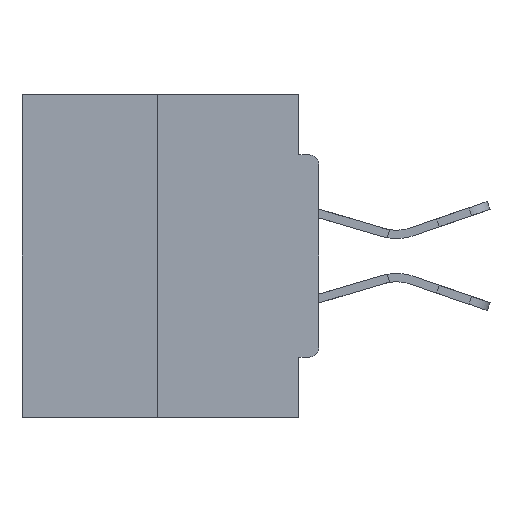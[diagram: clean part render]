
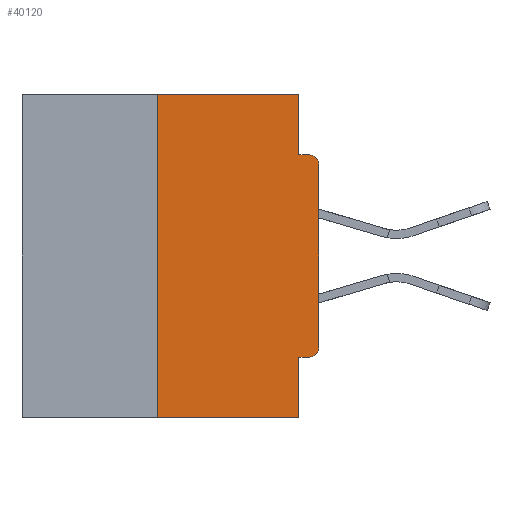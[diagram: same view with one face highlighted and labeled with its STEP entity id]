
A CAD part, left-side view. The second image highlights one B-rep face of the part: STEP entity #40120.
In plain terms, the highlighted planar face has unit normal (-1, 0, 0).
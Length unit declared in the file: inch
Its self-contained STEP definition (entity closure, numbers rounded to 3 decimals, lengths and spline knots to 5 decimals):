
#230 = VECTOR ( 'NONE', #37382, 39.37008 ) ;
#539 = VERTEX_POINT ( 'NONE', #13513 ) ;
#722 = EDGE_CURVE ( 'NONE', #28893, #26314, #35513, .T. ) ;
#1055 = CARTESIAN_POINT ( 'NONE',  ( 0., 0., 0. ) ) ;
#1392 = DIRECTION ( 'NONE',  ( 0., 0., -1. ) ) ;
#1615 = CIRCLE ( 'NONE', #5790, 0.015 ) ;
#1910 = VERTEX_POINT ( 'NONE', #34593 ) ;
#2469 = VERTEX_POINT ( 'NONE', #35176 ) ;
#2799 = CARTESIAN_POINT ( 'NONE',  ( 0., 0.25, 0. ) ) ;
#4393 = EDGE_CURVE ( 'NONE', #1910, #40426, #23951, .T. ) ;
#4715 = CARTESIAN_POINT ( 'NONE',  ( 0., 0.031, -0.5 ) ) ;
#5275 = EDGE_CURVE ( 'NONE', #2469, #9528, #26821, .T. ) ;
#5790 = AXIS2_PLACEMENT_3D ( 'NONE', #11583, #17838, #1392 ) ;
#7190 = CARTESIAN_POINT ( 'NONE',  ( 0., 0.015, -0.4065 ) ) ;
#8180 = EDGE_LOOP ( 'NONE', ( #13102, #21561, #34165, #17283, #20021, #18624, #10807, #26946, #22217, #38833 ) ) ;
#9057 = DIRECTION ( 'NONE',  ( 0., 0., -1. ) ) ;
#9285 = FACE_OUTER_BOUND ( 'NONE', #8180, .T. ) ;
#9471 = VECTOR ( 'NONE', #16551, 39.37008 ) ;
#9528 = VERTEX_POINT ( 'NONE', #41867 ) ;
#9825 = CARTESIAN_POINT ( 'NONE',  ( 0., 0.015, -0.0935 ) ) ;
#10701 = EDGE_CURVE ( 'NONE', #15380, #23067, #33498, .T. ) ;
#10807 = ORIENTED_EDGE ( 'NONE', *, *, #10701, .T. ) ;
#10967 = DIRECTION ( 'NONE',  ( -1., 0., 0. ) ) ;
#11092 = EDGE_CURVE ( 'NONE', #23067, #26314, #12329, .T. ) ;
#11583 = CARTESIAN_POINT ( 'NONE',  ( 0., 0.015, -0.3915 ) ) ;
#12329 = CIRCLE ( 'NONE', #21261, 0.015 ) ;
#13102 = ORIENTED_EDGE ( 'NONE', *, *, #5275, .F. ) ;
#13513 = CARTESIAN_POINT ( 'NONE',  ( 0., 0.25, -0.5 ) ) ;
#15380 = VERTEX_POINT ( 'NONE', #29129 ) ;
#16200 = CARTESIAN_POINT ( 'NONE',  ( 0., 0.46, 0. ) ) ;
#16514 = DIRECTION ( 'NONE',  ( 0., 1., 0. ) ) ;
#16551 = DIRECTION ( 'NONE',  ( 0., 0., -1. ) ) ;
#16983 = VERTEX_POINT ( 'NONE', #7190 ) ;
#17283 = ORIENTED_EDGE ( 'NONE', *, *, #4393, .F. ) ;
#17838 = DIRECTION ( 'NONE',  ( -1., 0., 0. ) ) ;
#18624 = ORIENTED_EDGE ( 'NONE', *, *, #32078, .T. ) ;
#19224 = LINE ( 'NONE', #2799, #21095 ) ;
#20021 = ORIENTED_EDGE ( 'NONE', *, *, #23346, .F. ) ;
#20124 = VECTOR ( 'NONE', #42198, 39.37008 ) ;
#20160 = CARTESIAN_POINT ( 'NONE',  ( 0., 0., -0.4065 ) ) ;
#21088 = VECTOR ( 'NONE', #23080, 39.37008 ) ;
#21095 = VECTOR ( 'NONE', #41910, 39.37008 ) ;
#21261 = AXIS2_PLACEMENT_3D ( 'NONE', #30404, #10967, #27790 ) ;
#21561 = ORIENTED_EDGE ( 'NONE', *, *, #36609, .F. ) ;
#22096 = CARTESIAN_POINT ( 'NONE',  ( 0., 0., -0.0935 ) ) ;
#22217 = ORIENTED_EDGE ( 'NONE', *, *, #722, .F. ) ;
#23018 = LINE ( 'NONE', #36209, #9471 ) ;
#23067 = VERTEX_POINT ( 'NONE', #27766 ) ;
#23080 = DIRECTION ( 'NONE',  ( 0., 0., -1. ) ) ;
#23346 = EDGE_CURVE ( 'NONE', #16983, #1910, #37225, .T. ) ;
#23951 = LINE ( 'NONE', #40355, #21088 ) ;
#23987 = EDGE_CURVE ( 'NONE', #539, #40426, #32195, .T. ) ;
#24679 = EDGE_CURVE ( 'NONE', #9528, #28893, #23018, .T. ) ;
#24889 = AXIS2_PLACEMENT_3D ( 'NONE', #16200, #42538, #9057 ) ;
#26314 = VERTEX_POINT ( 'NONE', #9825 ) ;
#26821 = LINE ( 'NONE', #33942, #230 ) ;
#26946 = ORIENTED_EDGE ( 'NONE', *, *, #11092, .T. ) ;
#27627 = DIRECTION ( 'NONE',  ( 0., 0., 1. ) ) ;
#27766 = CARTESIAN_POINT ( 'NONE',  ( 0., 0., -0.1085 ) ) ;
#27790 = DIRECTION ( 'NONE',  ( 0., 0., -1. ) ) ;
#28112 = VECTOR ( 'NONE', #29570, 39.37008 ) ;
#28893 = VERTEX_POINT ( 'NONE', #39049 ) ;
#28936 = PLANE ( 'NONE',  #24889 ) ;
#29129 = CARTESIAN_POINT ( 'NONE',  ( 0., 0., -0.3915 ) ) ;
#29563 = VECTOR ( 'NONE', #27627, 39.37008 ) ;
#29570 = DIRECTION ( 'NONE',  ( 0., -1., 0. ) ) ;
#30404 = CARTESIAN_POINT ( 'NONE',  ( 0., 0.015, -0.1085 ) ) ;
#30867 = VECTOR ( 'NONE', #16514, 39.37008 ) ;
#31966 = CARTESIAN_POINT ( 'NONE',  ( 0., 0.46, -0.5 ) ) ;
#32078 = EDGE_CURVE ( 'NONE', #16983, #15380, #1615, .T. ) ;
#32195 = LINE ( 'NONE', #31966, #28112 ) ;
#33498 = LINE ( 'NONE', #1055, #29563 ) ;
#33942 = CARTESIAN_POINT ( 'NONE',  ( 0., 0.46, 0. ) ) ;
#34165 = ORIENTED_EDGE ( 'NONE', *, *, #23987, .T. ) ;
#34593 = CARTESIAN_POINT ( 'NONE',  ( 0., 0.031, -0.4065 ) ) ;
#35176 = CARTESIAN_POINT ( 'NONE',  ( 0., 0.25, 0. ) ) ;
#35513 = LINE ( 'NONE', #22096, #20124 ) ;
#36209 = CARTESIAN_POINT ( 'NONE',  ( 0., 0.031, 0. ) ) ;
#36609 = EDGE_CURVE ( 'NONE', #539, #2469, #19224, .T. ) ;
#37225 = LINE ( 'NONE', #20160, #30867 ) ;
#37382 = DIRECTION ( 'NONE',  ( 0., -1., 0. ) ) ;
#38833 = ORIENTED_EDGE ( 'NONE', *, *, #24679, .F. ) ;
#39049 = CARTESIAN_POINT ( 'NONE',  ( 0., 0.031, -0.0935 ) ) ;
#40120 = ADVANCED_FACE ( 'NONE', ( #9285 ), #28936, .F. ) ;
#40355 = CARTESIAN_POINT ( 'NONE',  ( 0., 0.031, -0.5 ) ) ;
#40426 = VERTEX_POINT ( 'NONE', #4715 ) ;
#41867 = CARTESIAN_POINT ( 'NONE',  ( 0., 0.031, 0. ) ) ;
#41910 = DIRECTION ( 'NONE',  ( 0., 0., 1. ) ) ;
#42198 = DIRECTION ( 'NONE',  ( 0., -1., 0. ) ) ;
#42538 = DIRECTION ( 'NONE',  ( 1., 0., 0. ) ) ;
